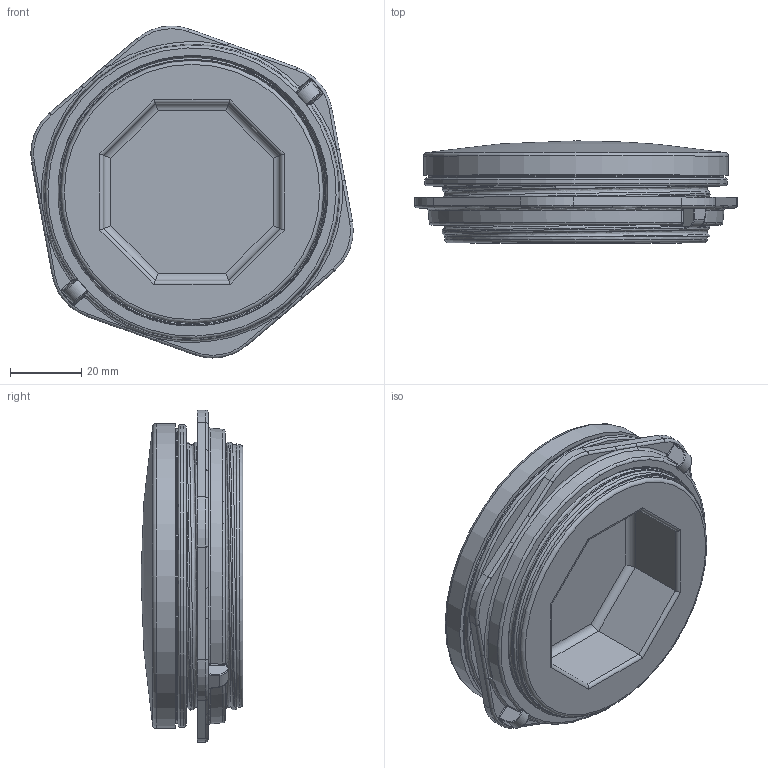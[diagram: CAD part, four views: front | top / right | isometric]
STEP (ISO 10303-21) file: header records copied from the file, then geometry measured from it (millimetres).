
FILE_DESCRIPTION (( 'STEP AP214' ), '1' );
FILE_NAME ('HPSERIES5.STEP', '2018-10-25T18:47:07', ( '' ), ( '' ), 'SwSTEP 2.0', 'SolidWorks 2018', '' );
FILE_SCHEMA (( 'AUTOMOTIVE_DESIGN' ));
Length unit declared in the file: inch
Products named in the file (1): HPSERIES5
Bounding box: 90.74 x 28.7 x 93.45 mm (x, y, z)
Volume: 103581.5 mm3; surface area: 32114.9 mm2
Topology: 3 solids, 3 shells, 171 faces, 402 edges, 231 vertices
Faces by surface type: bspline 60, cylinder 55, plane 37, torus 16, cone 2, sphere 1
Full cylindrical faces by diameter (mm): 73.914 x1, 75.946 x1, 82.804 x1, 85.09 x1, 85.852 x1
Entity records: 14240 total; most frequent: CARTESIAN_POINT 8729, ORIENTED_EDGE 756, DIRECTION 488, EDGE_CURVE 378, VERTEX_POINT 227, AXIS2_PLACEMENT_3D 192, EDGE_LOOP 189, FACE_OUTER_BOUND 182
